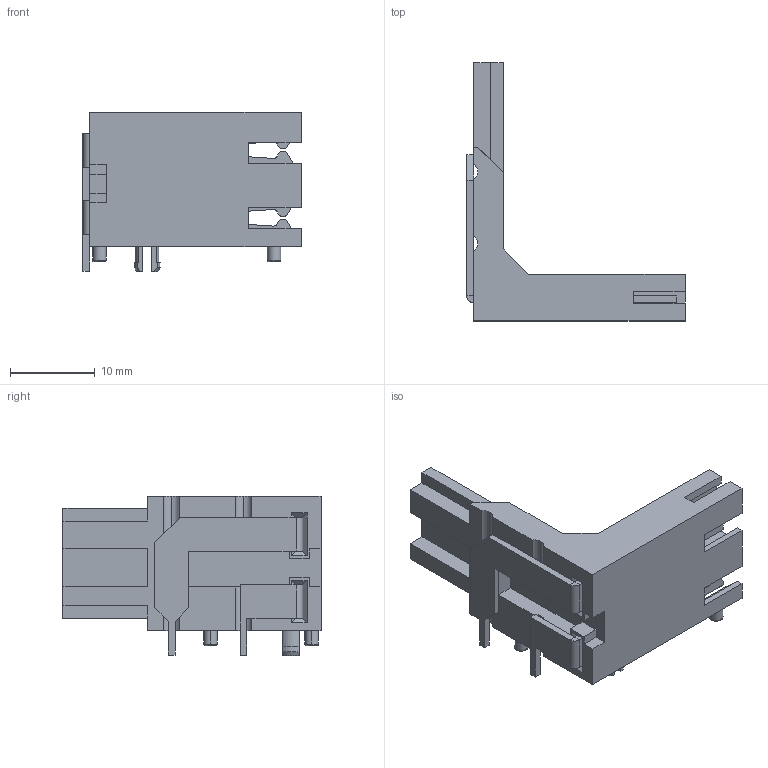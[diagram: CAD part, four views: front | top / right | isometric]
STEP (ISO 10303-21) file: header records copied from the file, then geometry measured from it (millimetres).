
FILE_DESCRIPTION(('Open CASCADE Model'),'2;1');
FILE_NAME('Open CASCADE Shape Model','2012-07-02T10:08:21',('Author'),( 'Open CASCADE'),'Open CASCADE STEP processor 6.2','Open CASCADE 6.2' ,'Unknown');
FILE_SCHEMA(('AUTOMOTIVE_DESIGN { 1 0 10303 214 1 1 1 1 }'));
Length unit declared in the file: millimetre
Products named in the file (10): PCB; J1; Atp_Connector; Open CASCADE STEP translator 6.2 3.1.1.1; Open CASCADE STEP translator 6.2 3.1.1.2; Open CASCADE STEP translator 6.2 3.1.1.2.1; Open CASCADE STEP translator 6.2 3.1.1.2.2; Open CASCADE STEP translator 6.2 3.1.1.3; Open CASCADE STEP translator 6.2 3.1.1.3.1; Open CASCADE STEP translator 6.2 3.1.1.3.2
Assembly tree (9 placements, depth 5):
  PCB
    J1
      Atp_Connector
        Open CASCADE STEP translator 6.2 3.1.1.1
        Open CASCADE STEP translator 6.2 3.1.1.2
          Open CASCADE STEP translator 6.2 3.1.1.2.1
          Open CASCADE STEP translator 6.2 3.1.1.2.2
        Open CASCADE STEP translator 6.2 3.1.1.3
          Open CASCADE STEP translator 6.2 3.1.1.3.1
          Open CASCADE STEP translator 6.2 3.1.1.3.2
Bounding box: 25.8 x 30.5 x 18.9 mm (x, y, z)
Volume: 2700.7 mm3; surface area: 3780.4 mm2
Topology: 3 solids, 3 shells, 205 faces, 554 edges, 364 vertices
Faces by surface type: plane 167, cylinder 32, torus 4, cone 2
Entity records: 14107 total; most frequent: CARTESIAN_POINT 3111, DIRECTION 1944, LINE 1309, VECTOR 1309, ORIENTED_EDGE 1100, PCURVE 1100, DEFINITIONAL_REPRESENTATION 1100, EDGE_CURVE 550
